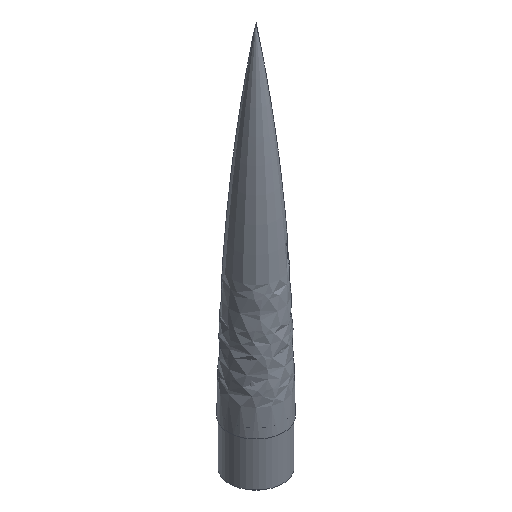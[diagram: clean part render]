
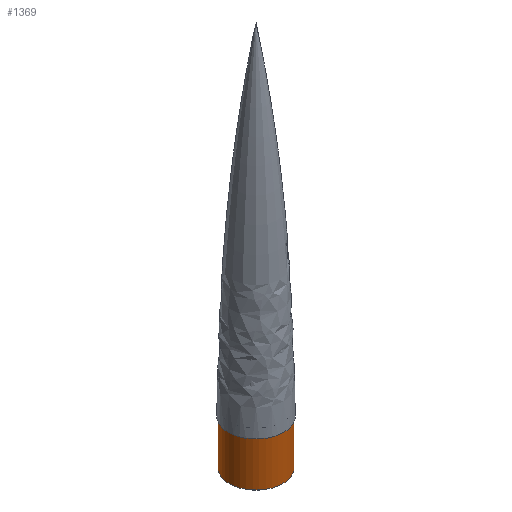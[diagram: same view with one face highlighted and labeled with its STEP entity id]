
A CAD part, isometric view. The second image highlights one B-rep face of the part: STEP entity #1369.
In plain terms, the highlighted cylindrical face has radius 30 mm (diameter 60 mm), a full revolution.
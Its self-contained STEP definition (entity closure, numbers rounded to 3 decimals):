
#124=FACE_OUTER_BOUND('',#206,.T.);
#206=EDGE_LOOP('',(#1214,#1215,#1216,#1217,#1218));
#233=CIRCLE('',#1477,30.);
#234=CIRCLE('',#1479,30.);
#235=CIRCLE('',#1480,30.);
#416=LINE('',#5782,#478);
#478=VECTOR('',#1729,30.);
#612=VERTEX_POINT('',#5775);
#613=VERTEX_POINT('',#5778);
#614=VERTEX_POINT('',#5779);
#814=EDGE_CURVE('',#612,#612,#233,.T.);
#815=EDGE_CURVE('',#613,#614,#234,.T.);
#816=EDGE_CURVE('',#614,#613,#235,.T.);
#817=EDGE_CURVE('',#614,#612,#416,.T.);
#1214=ORIENTED_EDGE('',*,*,#815,.F.);
#1215=ORIENTED_EDGE('',*,*,#816,.F.);
#1216=ORIENTED_EDGE('',*,*,#817,.T.);
#1217=ORIENTED_EDGE('',*,*,#814,.T.);
#1218=ORIENTED_EDGE('',*,*,#817,.F.);
#1296=CYLINDRICAL_SURFACE('',#1478,30.);
#1369=ADVANCED_FACE('',(#124),#1296,.T.);
#1477=AXIS2_PLACEMENT_3D('',#5776,#1721,#1722);
#1478=AXIS2_PLACEMENT_3D('',#5777,#1723,#1724);
#1479=AXIS2_PLACEMENT_3D('',#5780,#1725,#1726);
#1480=AXIS2_PLACEMENT_3D('',#5781,#1727,#1728);
#1721=DIRECTION('center_axis',(0.,0.,1.));
#1722=DIRECTION('ref_axis',(1.,0.,0.));
#1723=DIRECTION('center_axis',(0.,0.,1.));
#1724=DIRECTION('ref_axis',(1.,0.,0.));
#1725=DIRECTION('center_axis',(0.,0.,1.));
#1726=DIRECTION('ref_axis',(1.,0.,0.));
#1727=DIRECTION('center_axis',(0.,0.,1.));
#1728=DIRECTION('ref_axis',(1.,0.,0.));
#1729=DIRECTION('',(0.,0.,-1.));
#5775=CARTESIAN_POINT('',(-30.,0.,-50.));
#5776=CARTESIAN_POINT('Origin',(0.,0.,-50.));
#5777=CARTESIAN_POINT('Origin',(0.,0.,-25.));
#5778=CARTESIAN_POINT('',(30.,0.,0.));
#5779=CARTESIAN_POINT('',(-30.,0.,0.));
#5780=CARTESIAN_POINT('Origin',(0.,0.,0.));
#5781=CARTESIAN_POINT('Origin',(0.,0.,0.));
#5782=CARTESIAN_POINT('',(-30.,0.,-25.));
